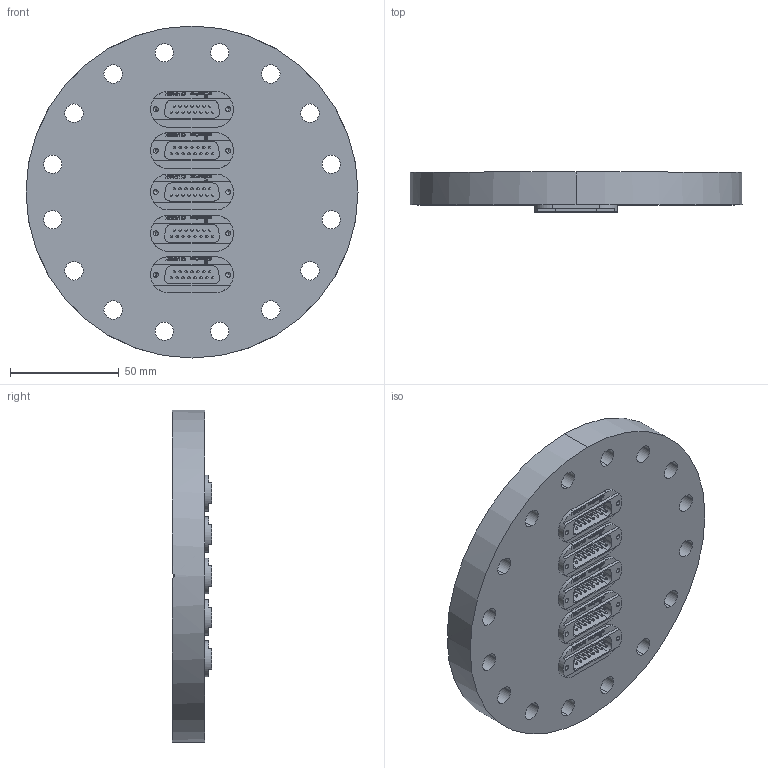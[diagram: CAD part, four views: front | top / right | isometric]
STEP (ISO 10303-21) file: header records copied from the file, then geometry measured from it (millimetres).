
FILE_DESCRIPTION (( 'STEP AP214' ), '1' );
FILE_NAME ('210-D15-C100-5.step', '2025-02-17T20:21:31', ( '' ), ( '' ), 'SwSTEP 2.0', 'SolidWorks 2022', '' );
FILE_SCHEMA (( 'AUTOMOTIVE_DESIGN' ));
Length unit declared in the file: millimetre
Products named in the file (5): 9210-PIN-FENI_Pin vergoldet; 210-D15-C100-5; 9210-D15-C100-5_CF100; 9218-D9-37-SS-V22_15pin 1mm beschr. allectra; 218-D9-37-SS_218-D15-SS
Assembly tree (22 placements, depth 3):
  210-D15-C100-5
    9210-D15-C100-5_CF100
    218-D9-37-SS_218-D15-SS  x5
      9218-D9-37-SS-V22_15pin 1mm beschr. allectra
      9210-PIN-FENI_Pin vergoldet
Bounding box: 152.4 x 18.2 x 152.4 mm (x, y, z)
Volume: 238028.7 mm3; surface area: 73389.9 mm2
Topology: 81 solids, 81 shells, 1741 faces, 4793 edges, 3154 vertices
Faces by surface type: plane 724, cylinder 678, sphere 150, bspline 135, cone 44, torus 10
Entity records: 13039 total; most frequent: CARTESIAN_POINT 3745, DIRECTION 1859, ORIENTED_EDGE 1854, EDGE_CURVE 927, AXIS2_PLACEMENT_3D 646, VERTEX_POINT 614, LINE 567, VECTOR 567
